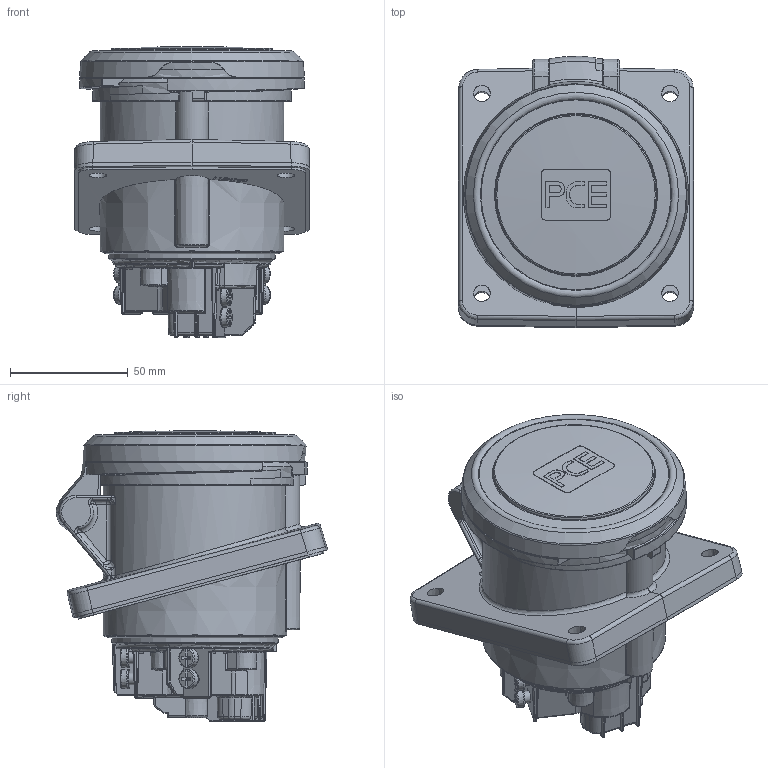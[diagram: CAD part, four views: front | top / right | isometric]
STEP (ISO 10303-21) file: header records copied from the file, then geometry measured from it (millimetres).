
FILE_DESCRIPTION (( 'STEP AP203' ), '1' );
FILE_NAME ('4351-6.STEP', '2018-05-09T09:39:17', ( '' ), ( '' ), 'SwSTEP 2.0', 'SolidWorks 2016', '' );
FILE_SCHEMA (( 'CONFIG_CONTROL_DESIGN' ));
Length unit declared in the file: millimetre
Products named in the file (1): 4351-6
Bounding box: 100.08 x 115.4 x 123.79 mm (x, y, z)
Volume: 610055.6 mm3; surface area: 70599.2 mm2
Topology: 1 solids, 5 shells, 2201 faces, 5826 edges, 3677 vertices
Faces by surface type: plane 992, bspline 395, cylinder 393, cone 184, torus 164, sphere 73
Full cylindrical faces by diameter (mm): 3.5 x1, 4 x1, 4.25 x5, 4.6 x1, 5 x11, 5.6 x1, 7.35 x4, 8 x1, 70.95 x1, 76.544 x1
Entity records: 84931 total; most frequent: CARTESIAN_POINT 35789, ORIENTED_EDGE 11354, DIRECTION 8729, EDGE_CURVE 5677, VERTEX_POINT 3626, AXIS2_PLACEMENT_3D 3155, LINE 2419, VECTOR 2419
